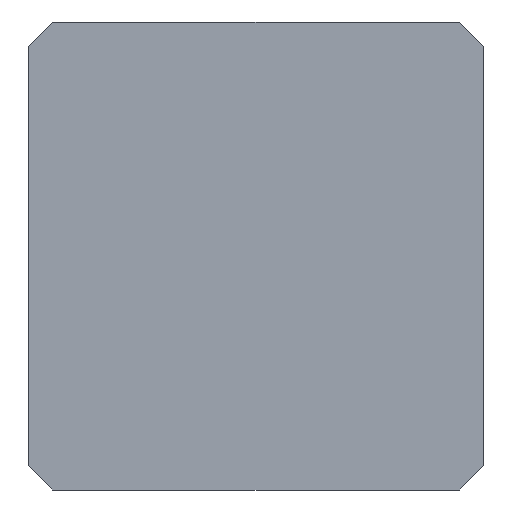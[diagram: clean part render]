
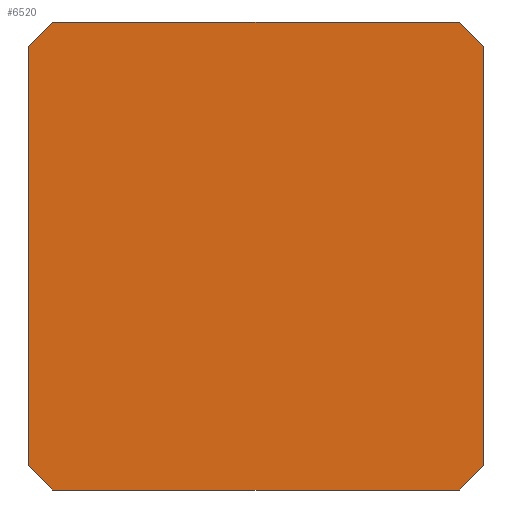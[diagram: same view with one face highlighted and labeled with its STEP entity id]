
A CAD part, front view. The second image highlights one B-rep face of the part: STEP entity #6520.
In plain terms, the highlighted planar face has unit normal (0, -1, 0).
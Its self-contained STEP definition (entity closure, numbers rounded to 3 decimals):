
#519=FACE_OUTER_BOUND('',#884,.T.);
#884=EDGE_LOOP('',(#4851,#4852,#4853,#4854,#4855,#4856,#4857,#4858));
#1454=LINE('',#11621,#2182);
#1455=LINE('',#11623,#2183);
#1456=LINE('',#11625,#2184);
#1457=LINE('',#11627,#2185);
#1458=LINE('',#11629,#2186);
#1459=LINE('',#11631,#2187);
#1460=LINE('',#11633,#2188);
#1461=LINE('',#11634,#2189);
#2182=VECTOR('',#8030,10.);
#2183=VECTOR('',#8031,10.);
#2184=VECTOR('',#8032,10.);
#2185=VECTOR('',#8033,10.);
#2186=VECTOR('',#8034,10.);
#2187=VECTOR('',#8035,10.);
#2188=VECTOR('',#8036,10.);
#2189=VECTOR('',#8037,10.);
#2922=VERTEX_POINT('',#11619);
#2923=VERTEX_POINT('',#11620);
#2924=VERTEX_POINT('',#11622);
#2925=VERTEX_POINT('',#11624);
#2926=VERTEX_POINT('',#11626);
#2927=VERTEX_POINT('',#11628);
#2928=VERTEX_POINT('',#11630);
#2929=VERTEX_POINT('',#11632);
#3675=EDGE_CURVE('',#2922,#2923,#1454,.T.);
#3676=EDGE_CURVE('',#2923,#2924,#1455,.T.);
#3677=EDGE_CURVE('',#2924,#2925,#1456,.T.);
#3678=EDGE_CURVE('',#2925,#2926,#1457,.T.);
#3679=EDGE_CURVE('',#2926,#2927,#1458,.T.);
#3680=EDGE_CURVE('',#2927,#2928,#1459,.T.);
#3681=EDGE_CURVE('',#2928,#2929,#1460,.T.);
#3682=EDGE_CURVE('',#2929,#2922,#1461,.T.);
#4851=ORIENTED_EDGE('',*,*,#3675,.T.);
#4852=ORIENTED_EDGE('',*,*,#3676,.T.);
#4853=ORIENTED_EDGE('',*,*,#3677,.T.);
#4854=ORIENTED_EDGE('',*,*,#3678,.T.);
#4855=ORIENTED_EDGE('',*,*,#3679,.T.);
#4856=ORIENTED_EDGE('',*,*,#3680,.T.);
#4857=ORIENTED_EDGE('',*,*,#3681,.T.);
#4858=ORIENTED_EDGE('',*,*,#3682,.T.);
#6226=PLANE('',#6991);
#6520=ADVANCED_FACE('',(#519),#6226,.T.);
#6991=AXIS2_PLACEMENT_3D('',#11618,#8028,#8029);
#8028=DIRECTION('center_axis',(0.,-1.,0.));
#8029=DIRECTION('ref_axis',(0.,0.,-1.));
#8030=DIRECTION('',(0.707,0.,0.707));
#8031=DIRECTION('',(0.,0.,1.));
#8032=DIRECTION('',(-0.707,0.,0.707));
#8033=DIRECTION('',(-1.,0.,0.));
#8034=DIRECTION('',(-0.707,0.,-0.707));
#8035=DIRECTION('',(0.,0.,-1.));
#8036=DIRECTION('',(0.707,0.,-0.707));
#8037=DIRECTION('',(1.,0.,0.));
#11618=CARTESIAN_POINT('Origin',(0.,-5.,-30.6));
#11619=CARTESIAN_POINT('',(42.2,-5.,-79.2));
#11620=CARTESIAN_POINT('',(47.2,-5.,-74.2));
#11621=CARTESIAN_POINT('',(45.05,-5.,-76.35));
#11622=CARTESIAN_POINT('',(47.2,-5.,13.));
#11623=CARTESIAN_POINT('',(47.2,-5.,-79.2));
#11624=CARTESIAN_POINT('',(42.2,-5.,18.));
#11625=CARTESIAN_POINT('',(45.05,-5.,15.15));
#11626=CARTESIAN_POINT('',(-42.2,-5.,18.));
#11627=CARTESIAN_POINT('',(47.2,-5.,18.));
#11628=CARTESIAN_POINT('',(-47.2,-5.,13.));
#11629=CARTESIAN_POINT('',(-45.05,-5.,15.15));
#11630=CARTESIAN_POINT('',(-47.2,-5.,-74.2));
#11631=CARTESIAN_POINT('',(-47.2,-5.,18.));
#11632=CARTESIAN_POINT('',(-42.2,-5.,-79.2));
#11633=CARTESIAN_POINT('',(-45.05,-5.,-76.35));
#11634=CARTESIAN_POINT('',(-47.2,-5.,-79.2));
